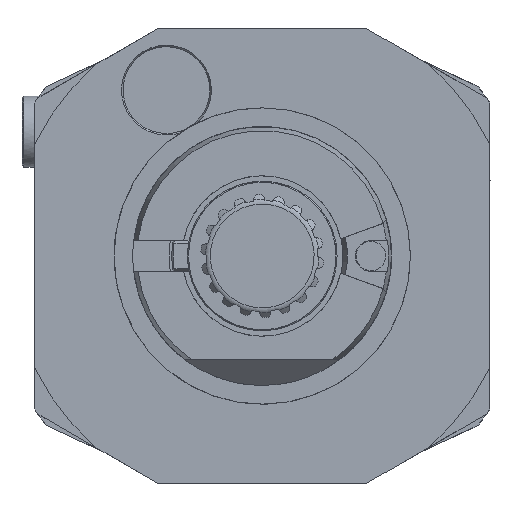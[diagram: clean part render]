
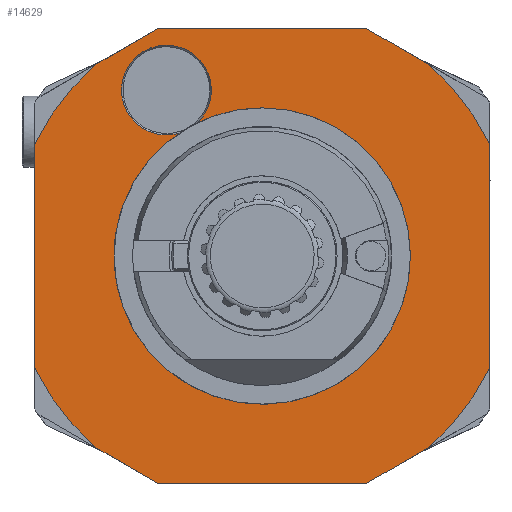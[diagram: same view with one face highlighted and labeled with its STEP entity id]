
A CAD part, front view. The second image highlights one B-rep face of the part: STEP entity #14629.
In plain terms, the highlighted planar face has unit normal (0, -1, 0).
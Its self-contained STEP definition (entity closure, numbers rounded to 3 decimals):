
#41 = VERTEX_POINT ( 'NONE', #8605 ) ;
#352 = CARTESIAN_POINT ( 'NONE',  ( 44., 0., 21.564 ) ) ;
#593 = CIRCLE ( 'NONE', #19647, 49. ) ;
#687 = EDGE_CURVE ( 'NONE', #6104, #20571, #20153, .T. ) ;
#735 = VERTEX_POINT ( 'NONE', #29548 ) ;
#745 = CARTESIAN_POINT ( 'NONE',  ( 44., 0., 49. ) ) ;
#1103 = CARTESIAN_POINT ( 'NONE',  ( -18.5, 0., 32.043 ) ) ;
#1120 = ORIENTED_EDGE ( 'NONE', *, *, #4716, .T. ) ;
#1632 = CARTESIAN_POINT ( 'NONE',  ( -20., 0., -44. ) ) ;
#1703 = VECTOR ( 'NONE', #15077, 1000. ) ;
#1713 = VECTOR ( 'NONE', #17714, 1000. ) ;
#2584 = CIRCLE ( 'NONE', #20692, 28.622 ) ;
#3055 = EDGE_CURVE ( 'NONE', #7259, #29549, #28974, .T. ) ;
#3482 = DIRECTION ( 'NONE',  ( -1., 0., 0. ) ) ;
#3708 = DIRECTION ( 'NONE',  ( 1., 0., 0. ) ) ;
#3757 = CARTESIAN_POINT ( 'NONE',  ( -45.27, 0., -29.41 ) ) ;
#4099 = CARTESIAN_POINT ( 'NONE',  ( -12.557, 0., 25.72 ) ) ;
#4144 = EDGE_LOOP ( 'NONE', ( #25787, #13583, #25869, #9479, #19076, #20458, #17106, #12342, #20603, #7594, #26028, #12514 ) ) ;
#4327 = CARTESIAN_POINT ( 'NONE',  ( 45.27, 0., -29.41 ) ) ;
#4472 = DIRECTION ( 'NONE',  ( -0.866, 0., -0.5 ) ) ;
#4716 = EDGE_CURVE ( 'NONE', #29549, #7259, #2584, .T. ) ;
#5366 = DIRECTION ( 'NONE',  ( 0., 0., -1. ) ) ;
#6104 = VERTEX_POINT ( 'NONE', #8134 ) ;
#6136 = DIRECTION ( 'NONE',  ( 0., -1., 0. ) ) ;
#6219 = CARTESIAN_POINT ( 'NONE',  ( -20., 0., 44. ) ) ;
#6243 = DIRECTION ( 'NONE',  ( 0., -1., 0. ) ) ;
#6447 = VECTOR ( 'NONE', #21947, 1000. ) ;
#6689 = EDGE_CURVE ( 'NONE', #28309, #10503, #8507, .T. ) ;
#7117 = CIRCLE ( 'NONE', #22342, 49. ) ;
#7259 = VERTEX_POINT ( 'NONE', #23848 ) ;
#7594 = ORIENTED_EDGE ( 'NONE', *, *, #26584, .T. ) ;
#7864 = VECTOR ( 'NONE', #5366, 1000. ) ;
#8057 = LINE ( 'NONE', #745, #7864 ) ;
#8134 = CARTESIAN_POINT ( 'NONE',  ( 20., 0., 44. ) ) ;
#8414 = AXIS2_PLACEMENT_3D ( 'NONE', #14725, #16818, #23680 ) ;
#8507 = LINE ( 'NONE', #10885, #9824 ) ;
#8605 = CARTESIAN_POINT ( 'NONE',  ( 20., 0., -44. ) ) ;
#9479 = ORIENTED_EDGE ( 'NONE', *, *, #28402, .T. ) ;
#9591 = ORIENTED_EDGE ( 'NONE', *, *, #3055, .T. ) ;
#9824 = VECTOR ( 'NONE', #16101, 1000. ) ;
#10374 = CARTESIAN_POINT ( 'NONE',  ( 0., 0., 0. ) ) ;
#10499 = DIRECTION ( 'NONE',  ( 1., 0., 0. ) ) ;
#10503 = VERTEX_POINT ( 'NONE', #6219 ) ;
#10572 = CARTESIAN_POINT ( 'NONE',  ( -44., 0., -21.564 ) ) ;
#10820 = CIRCLE ( 'NONE', #15557, 49. ) ;
#10885 = CARTESIAN_POINT ( 'NONE',  ( -2.835, 0., 53.91 ) ) ;
#10950 = CARTESIAN_POINT ( 'NONE',  ( 0., 0., 0. ) ) ;
#11159 = CARTESIAN_POINT ( 'NONE',  ( 32.126, 0., 36.999 ) ) ;
#11337 = EDGE_CURVE ( 'NONE', #23000, #25056, #11589, .T. ) ;
#11403 = VERTEX_POINT ( 'NONE', #28406 ) ;
#11589 = CIRCLE ( 'NONE', #25424, 49. ) ;
#11674 = LINE ( 'NONE', #27639, #11978 ) ;
#11978 = VECTOR ( 'NONE', #18829, 1000. ) ;
#12342 = ORIENTED_EDGE ( 'NONE', *, *, #27119, .F. ) ;
#12514 = ORIENTED_EDGE ( 'NONE', *, *, #11337, .T. ) ;
#12743 = DIRECTION ( 'NONE',  ( 0., 0., 1. ) ) ;
#13319 = EDGE_CURVE ( 'NONE', #24133, #25056, #15093, .T. ) ;
#13583 = ORIENTED_EDGE ( 'NONE', *, *, #19458, .F. ) ;
#13621 = EDGE_CURVE ( 'NONE', #20426, #735, #8057, .T. ) ;
#13927 = CARTESIAN_POINT ( 'NONE',  ( 0., 0., 44. ) ) ;
#14629 = ADVANCED_FACE ( 'Defeature completata1_72', ( #16684, #21734 ), #18907, .F. ) ;
#14638 = CARTESIAN_POINT ( 'NONE',  ( -32.126, 0., -36.999 ) ) ;
#14725 = CARTESIAN_POINT ( 'NONE',  ( 0., 0., 49. ) ) ;
#15046 = CARTESIAN_POINT ( 'NONE',  ( 32.126, 0., -36.999 ) ) ;
#15077 = DIRECTION ( 'NONE',  ( 0.866, 0., -0.5 ) ) ;
#15093 = LINE ( 'NONE', #3757, #6447 ) ;
#15557 = AXIS2_PLACEMENT_3D ( 'NONE', #21747, #6243, #3708 ) ;
#16101 = DIRECTION ( 'NONE',  ( 0.866, 0., 0.5 ) ) ;
#16684 = FACE_BOUND ( 'NONE', #23516, .T. ) ;
#16782 = DIRECTION ( 'NONE',  ( 0., -1., 0. ) ) ;
#16818 = DIRECTION ( 'NONE',  ( 0., 1., 0. ) ) ;
#17106 = ORIENTED_EDGE ( 'NONE', *, *, #687, .F. ) ;
#17513 = VECTOR ( 'NONE', #25713, 1000. ) ;
#17714 = DIRECTION ( 'NONE',  ( 0., 0., 1. ) ) ;
#17906 = LINE ( 'NONE', #4327, #28971 ) ;
#18271 = LINE ( 'NONE', #23207, #1713 ) ;
#18732 = VERTEX_POINT ( 'NONE', #15046 ) ;
#18829 = DIRECTION ( 'NONE',  ( -1., 0., 0. ) ) ;
#18907 = PLANE ( 'NONE',  #8414 ) ;
#19076 = ORIENTED_EDGE ( 'NONE', *, *, #13621, .F. ) ;
#19455 = DIRECTION ( 'NONE',  ( 1., 0., 0. ) ) ;
#19458 = EDGE_CURVE ( 'NONE', #41, #24133, #11674, .T. ) ;
#19647 = AXIS2_PLACEMENT_3D ( 'NONE', #24195, #6136, #21931 ) ;
#20048 = CARTESIAN_POINT ( 'NONE',  ( -32.126, 0., 36.999 ) ) ;
#20153 = LINE ( 'NONE', #29230, #1703 ) ;
#20426 = VERTEX_POINT ( 'NONE', #352 ) ;
#20458 = ORIENTED_EDGE ( 'NONE', *, *, #22161, .T. ) ;
#20571 = VERTEX_POINT ( 'NONE', #11159 ) ;
#20603 = ORIENTED_EDGE ( 'NONE', *, *, #6689, .F. ) ;
#20692 = AXIS2_PLACEMENT_3D ( 'NONE', #28265, #21278, #12743 ) ;
#20826 = LINE ( 'NONE', #13927, #17513 ) ;
#21278 = DIRECTION ( 'NONE',  ( 0., 1., 0. ) ) ;
#21734 = FACE_OUTER_BOUND ( 'NONE', #4144, .T. ) ;
#21747 = CARTESIAN_POINT ( 'NONE',  ( 0., 0., 0. ) ) ;
#21931 = DIRECTION ( 'NONE',  ( 1., 0., 0. ) ) ;
#21947 = DIRECTION ( 'NONE',  ( -0.866, 0., 0.5 ) ) ;
#22161 = EDGE_CURVE ( 'NONE', #20426, #20571, #593, .T. ) ;
#22342 = AXIS2_PLACEMENT_3D ( 'NONE', #10950, #29126, #10499 ) ;
#22474 = EDGE_CURVE ( 'NONE', #23000, #11403, #18271, .T. ) ;
#23000 = VERTEX_POINT ( 'NONE', #10572 ) ;
#23207 = CARTESIAN_POINT ( 'NONE',  ( -44., 0., 49. ) ) ;
#23516 = EDGE_LOOP ( 'NONE', ( #9591, #1120 ) ) ;
#23680 = DIRECTION ( 'NONE',  ( -1., 0., 0. ) ) ;
#23848 = CARTESIAN_POINT ( 'NONE',  ( -15.995, 0., 23.735 ) ) ;
#24133 = VERTEX_POINT ( 'NONE', #1632 ) ;
#24195 = CARTESIAN_POINT ( 'NONE',  ( 0., 0., 0. ) ) ;
#25056 = VERTEX_POINT ( 'NONE', #14638 ) ;
#25424 = AXIS2_PLACEMENT_3D ( 'NONE', #10374, #16782, #19455 ) ;
#25713 = DIRECTION ( 'NONE',  ( 1., 0., 0. ) ) ;
#25787 = ORIENTED_EDGE ( 'NONE', *, *, #13319, .F. ) ;
#25869 = ORIENTED_EDGE ( 'NONE', *, *, #27610, .F. ) ;
#26028 = ORIENTED_EDGE ( 'NONE', *, *, #22474, .F. ) ;
#26584 = EDGE_CURVE ( 'NONE', #28309, #11403, #10820, .T. ) ;
#27119 = EDGE_CURVE ( 'NONE', #10503, #6104, #20826, .T. ) ;
#27610 = EDGE_CURVE ( 'NONE', #18732, #41, #17906, .T. ) ;
#27639 = CARTESIAN_POINT ( 'NONE',  ( 0., 0., -44. ) ) ;
#28265 = CARTESIAN_POINT ( 'NONE',  ( 0., 0., 0. ) ) ;
#28309 = VERTEX_POINT ( 'NONE', #20048 ) ;
#28399 = DIRECTION ( 'NONE',  ( 0., 1., 0. ) ) ;
#28402 = EDGE_CURVE ( 'NONE', #18732, #735, #7117, .T. ) ;
#28406 = CARTESIAN_POINT ( 'NONE',  ( -44., 0., 21.564 ) ) ;
#28489 = AXIS2_PLACEMENT_3D ( 'NONE', #1103, #28399, #3482 ) ;
#28971 = VECTOR ( 'NONE', #4472, 1000. ) ;
#28974 = CIRCLE ( 'NONE', #28489, 8.677 ) ;
#29126 = DIRECTION ( 'NONE',  ( 0., -1., 0. ) ) ;
#29230 = CARTESIAN_POINT ( 'NONE',  ( 2.835, 0., 53.91 ) ) ;
#29548 = CARTESIAN_POINT ( 'NONE',  ( 44., 0., -21.564 ) ) ;
#29549 = VERTEX_POINT ( 'NONE', #4099 ) ;
